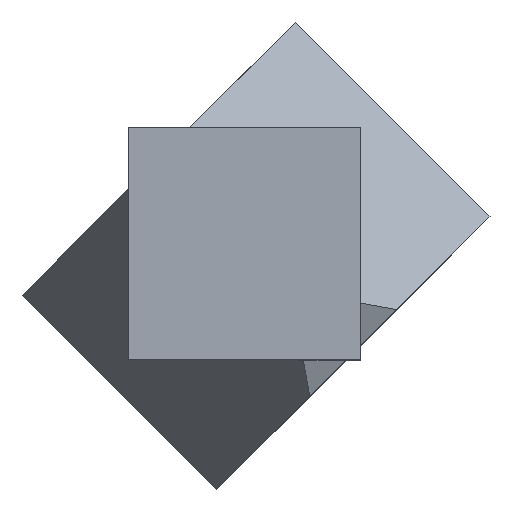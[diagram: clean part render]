
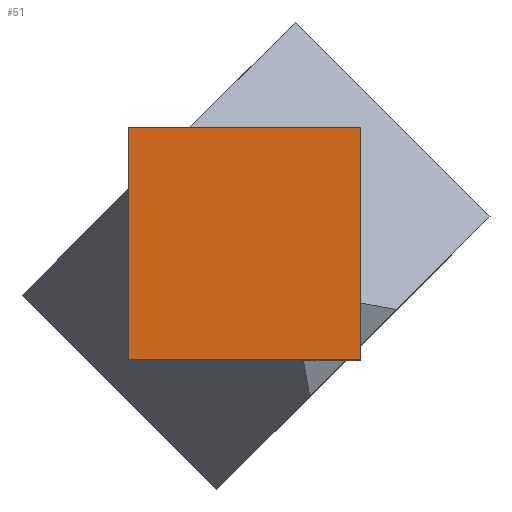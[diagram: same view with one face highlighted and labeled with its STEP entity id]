
A CAD part, top view. The second image highlights one B-rep face of the part: STEP entity #51.
In plain terms, the highlighted planar face has unit normal (0, 0, 1).
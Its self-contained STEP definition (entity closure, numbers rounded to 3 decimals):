
#51=ADVANCED_FACE($,(#84),#449,.T.);
#84=FACE_OUTER_BOUND($,#118,.T.);
#118=EDGE_LOOP($,(#246,#247,#248,#249));
#246=ORIENTED_EDGE($,*,*,#346,.F.);
#247=ORIENTED_EDGE($,*,*,#345,.F.);
#248=ORIENTED_EDGE($,*,*,#344,.F.);
#249=ORIENTED_EDGE($,*,*,#343,.F.);
#343=EDGE_CURVE($,#409,#410,#517,.T.);
#344=EDGE_CURVE($,#410,#411,#518,.T.);
#345=EDGE_CURVE($,#411,#412,#519,.T.);
#346=EDGE_CURVE($,#412,#409,#520,.T.);
#409=VERTEX_POINT($,#976);
#410=VERTEX_POINT($,#977);
#411=VERTEX_POINT($,#978);
#412=VERTEX_POINT($,#979);
#449=PLANE($,#654);
#517=B_SPLINE_CURVE_WITH_KNOTS($,1,(#888,#889),.UNSPECIFIED.,.F.,.F.,(2,
2),(0.,109.689),.UNSPECIFIED.);
#518=B_SPLINE_CURVE_WITH_KNOTS($,1,(#890,#891),.UNSPECIFIED.,.F.,.F.,(2,
2),(0.,109.689),.UNSPECIFIED.);
#519=B_SPLINE_CURVE_WITH_KNOTS($,1,(#892,#893),.UNSPECIFIED.,.F.,.F.,(2,
2),(0.,109.689),.UNSPECIFIED.);
#520=B_SPLINE_CURVE_WITH_KNOTS($,1,(#894,#895),.UNSPECIFIED.,.F.,.F.,(2,
2),(0.,109.689),.UNSPECIFIED.);
#654=AXIS2_PLACEMENT_3D($,#953,#691,$);
#691=DIRECTION($,(0.,0.,1.));
#888=CARTESIAN_POINT($,(-54.845,-54.845,0.));
#889=CARTESIAN_POINT($,(-54.845,54.845,0.));
#890=CARTESIAN_POINT($,(-54.845,54.845,0.));
#891=CARTESIAN_POINT($,(54.845,54.845,0.));
#892=CARTESIAN_POINT($,(54.845,54.845,0.));
#893=CARTESIAN_POINT($,(54.845,-54.845,0.));
#894=CARTESIAN_POINT($,(54.845,-54.845,0.));
#895=CARTESIAN_POINT($,(-54.845,-54.845,0.));
#953=CARTESIAN_POINT($,(-54.845,-54.845,0.));
#976=CARTESIAN_POINT($,(-54.845,-54.845,0.));
#977=CARTESIAN_POINT($,(-54.845,54.845,0.));
#978=CARTESIAN_POINT($,(54.845,54.845,0.));
#979=CARTESIAN_POINT($,(54.845,-54.845,0.));
